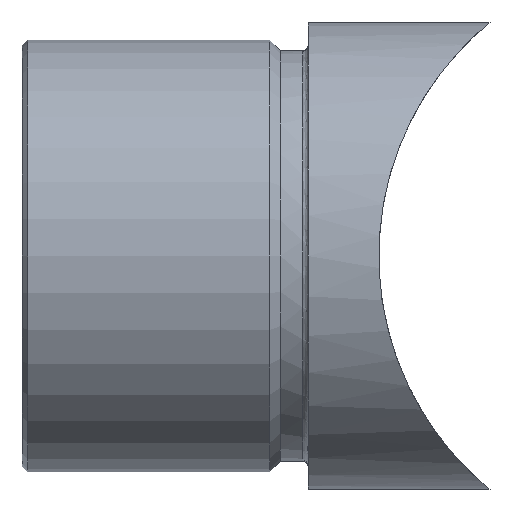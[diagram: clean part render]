
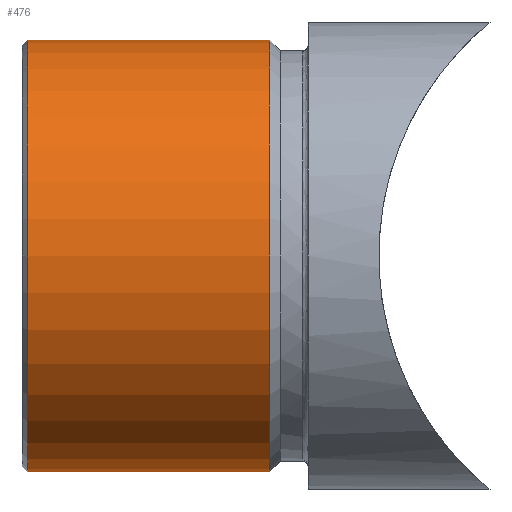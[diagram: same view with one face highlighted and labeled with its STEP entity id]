
A CAD part, front view. The second image highlights one B-rep face of the part: STEP entity #476.
In plain terms, the highlighted cylindrical face has radius 19.6 mm (diameter 39.2 mm), a partial arc.
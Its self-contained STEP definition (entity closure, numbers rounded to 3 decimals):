
#10 = CIRCLE ( 'NONE', #606, 19.6 ) ;
#234 = VECTOR ( 'NONE', #1944, 1000. ) ;
#253 = CARTESIAN_POINT ( 'NONE',  ( 22.5, 0., 19.6 ) ) ;
#280 = EDGE_CURVE ( 'NONE', #539, #1391, #1941, .T. ) ;
#314 = CARTESIAN_POINT ( 'NONE',  ( 0., 0., 0. ) ) ;
#315 = CIRCLE ( 'NONE', #2693, 19.6 ) ;
#412 = ORIENTED_EDGE ( 'NONE', *, *, #461, .T. ) ;
#440 = VERTEX_POINT ( 'NONE', #253 ) ;
#461 = EDGE_CURVE ( 'NONE', #539, #440, #315, .T. ) ;
#476 = ADVANCED_FACE ( 'NONE', ( #645 ), #1643, .T. ) ;
#539 = VERTEX_POINT ( 'NONE', #2603 ) ;
#606 = AXIS2_PLACEMENT_3D ( 'NONE', #894, #1726, #2343 ) ;
#645 = FACE_OUTER_BOUND ( 'NONE', #770, .T. ) ;
#673 = CARTESIAN_POINT ( 'NONE',  ( 0.5, 0., 19.6 ) ) ;
#770 = EDGE_LOOP ( 'NONE', ( #1197, #412, #2541, #1410 ) ) ;
#886 = CARTESIAN_POINT ( 'NONE',  ( 0., 0., -19.6 ) ) ;
#894 = CARTESIAN_POINT ( 'NONE',  ( 0.5, 0., 0. ) ) ;
#990 = EDGE_CURVE ( 'NONE', #440, #1490, #1457, .T. ) ;
#1187 = EDGE_CURVE ( 'NONE', #1490, #1391, #10, .T. ) ;
#1197 = ORIENTED_EDGE ( 'NONE', *, *, #280, .F. ) ;
#1234 = CARTESIAN_POINT ( 'NONE',  ( 0.5, 0., -19.6 ) ) ;
#1391 = VERTEX_POINT ( 'NONE', #1234 ) ;
#1410 = ORIENTED_EDGE ( 'NONE', *, *, #1187, .T. ) ;
#1457 = LINE ( 'NONE', #2795, #234 ) ;
#1462 = AXIS2_PLACEMENT_3D ( 'NONE', #314, #1789, #1589 ) ;
#1490 = VERTEX_POINT ( 'NONE', #673 ) ;
#1568 = CARTESIAN_POINT ( 'NONE',  ( 22.5, 0., 0. ) ) ;
#1577 = DIRECTION ( 'NONE',  ( 0., 0., 1. ) ) ;
#1589 = DIRECTION ( 'NONE',  ( 0., 0., 1. ) ) ;
#1601 = DIRECTION ( 'NONE',  ( -1., 0., 0. ) ) ;
#1643 = CYLINDRICAL_SURFACE ( 'NONE', #1462, 19.6 ) ;
#1726 = DIRECTION ( 'NONE',  ( 1., 0., 0. ) ) ;
#1777 = VECTOR ( 'NONE', #1966, 1000. ) ;
#1789 = DIRECTION ( 'NONE',  ( -1., 0., 0. ) ) ;
#1941 = LINE ( 'NONE', #886, #1777 ) ;
#1944 = DIRECTION ( 'NONE',  ( -1., 0., 0. ) ) ;
#1966 = DIRECTION ( 'NONE',  ( -1., 0., 0. ) ) ;
#2343 = DIRECTION ( 'NONE',  ( 0., 0., -1. ) ) ;
#2541 = ORIENTED_EDGE ( 'NONE', *, *, #990, .T. ) ;
#2603 = CARTESIAN_POINT ( 'NONE',  ( 22.5, 0., -19.6 ) ) ;
#2693 = AXIS2_PLACEMENT_3D ( 'NONE', #1568, #1601, #1577 ) ;
#2795 = CARTESIAN_POINT ( 'NONE',  ( 0., 0., 19.6 ) ) ;
